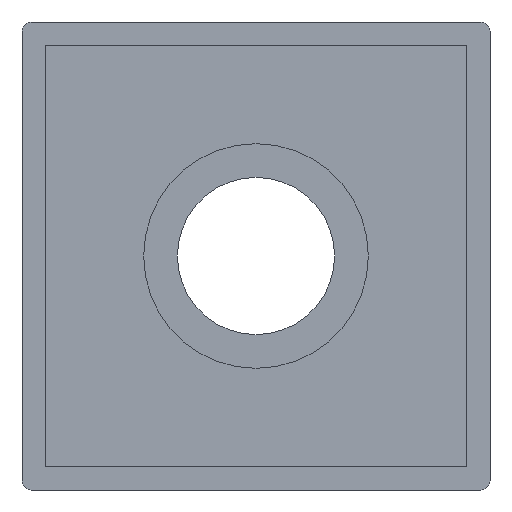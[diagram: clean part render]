
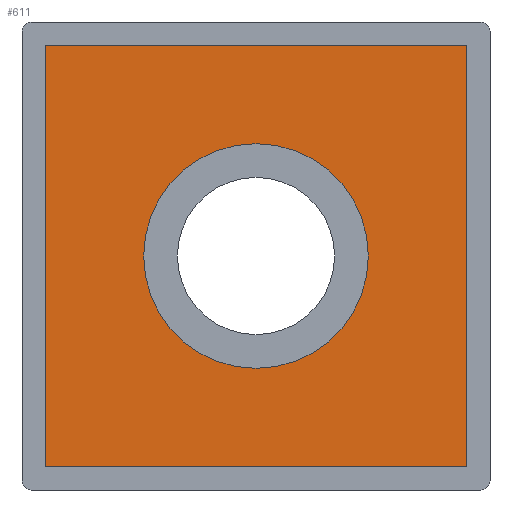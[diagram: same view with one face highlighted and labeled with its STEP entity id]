
A CAD part, front view. The second image highlights one B-rep face of the part: STEP entity #611.
In plain terms, the highlighted planar face has unit normal (0, -1, 0).
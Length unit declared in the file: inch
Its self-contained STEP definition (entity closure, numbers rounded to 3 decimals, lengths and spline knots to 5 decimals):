
#120=CARTESIAN_POINT('',(0.,0.225,0.));
#121=DIRECTION('',(0.,-1.,0.));
#122=DIRECTION('',(1.,0.,0.));
#123=AXIS2_PLACEMENT_3D('',#120,#121,#122);
#125=CARTESIAN_POINT('',(0.,0.225,0.));
#126=DIRECTION('',(0.,-1.,0.));
#127=DIRECTION('',(-1.,0.,0.));
#128=AXIS2_PLACEMENT_3D('',#125,#126,#127);
#130=DIRECTION('',(0.,0.,1.));
#131=VECTOR('',#130,2.25);
#132=CARTESIAN_POINT('',(-1.125,0.225,-1.125));
#133=LINE('',#132,#131);
#134=DIRECTION('',(1.,0.,0.));
#135=VECTOR('',#134,2.25);
#136=CARTESIAN_POINT('',(-1.125,0.225,1.125));
#137=LINE('',#136,#135);
#138=DIRECTION('',(0.,0.,-1.));
#139=VECTOR('',#138,2.25);
#140=CARTESIAN_POINT('',(1.125,0.225,1.125));
#141=LINE('',#140,#139);
#142=DIRECTION('',(-1.,0.,0.));
#143=VECTOR('',#142,2.25);
#144=CARTESIAN_POINT('',(1.125,0.225,-1.125));
#145=LINE('',#144,#143);
#342=CARTESIAN_POINT('',(0.6,0.225,0.));
#343=CARTESIAN_POINT('',(-0.6,0.225,0.));
#344=VERTEX_POINT('',#342);
#345=VERTEX_POINT('',#343);
#354=CARTESIAN_POINT('',(-1.125,0.225,-1.125));
#355=CARTESIAN_POINT('',(-1.125,0.225,1.125));
#356=VERTEX_POINT('',#354);
#357=VERTEX_POINT('',#355);
#358=CARTESIAN_POINT('',(1.125,0.225,1.125));
#359=VERTEX_POINT('',#358);
#360=CARTESIAN_POINT('',(1.125,0.225,-1.125));
#361=VERTEX_POINT('',#360);
#592=CARTESIAN_POINT('',(0.,0.225,0.));
#593=DIRECTION('',(0.,1.,0.));
#594=DIRECTION('',(1.,0.,0.));
#595=AXIS2_PLACEMENT_3D('',#592,#593,#594);
#596=PLANE('',#595);
#598=ORIENTED_EDGE('',*,*,#597,.T.);
#600=ORIENTED_EDGE('',*,*,#599,.T.);
#602=ORIENTED_EDGE('',*,*,#601,.T.);
#604=ORIENTED_EDGE('',*,*,#603,.T.);
#605=EDGE_LOOP('',(#598,#600,#602,#604));
#606=FACE_OUTER_BOUND('',#605,.F.);
#607=ORIENTED_EDGE('',*,*,#572,.T.);
#608=ORIENTED_EDGE('',*,*,#586,.T.);
#609=EDGE_LOOP('',(#607,#608));
#610=FACE_BOUND('',#609,.F.);
#611=ADVANCED_FACE('',(#606,#610),#596,.F.);
#124=CIRCLE('',#123,0.6);
#129=CIRCLE('',#128,0.6);
#572=EDGE_CURVE('',#344,#345,#124,.T.);
#586=EDGE_CURVE('',#345,#344,#129,.T.);
#597=EDGE_CURVE('',#356,#357,#133,.T.);
#599=EDGE_CURVE('',#357,#359,#137,.T.);
#601=EDGE_CURVE('',#359,#361,#141,.T.);
#603=EDGE_CURVE('',#361,#356,#145,.T.);
